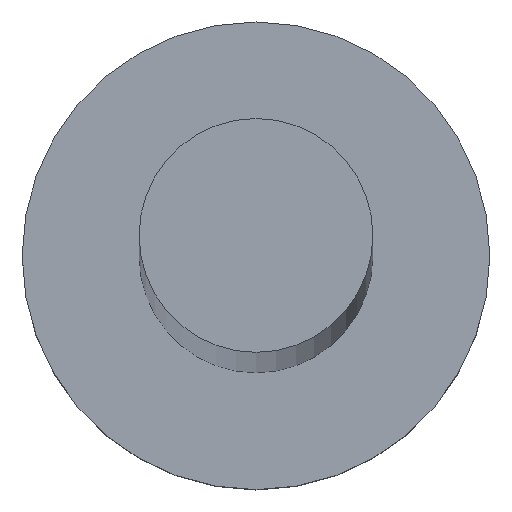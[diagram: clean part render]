
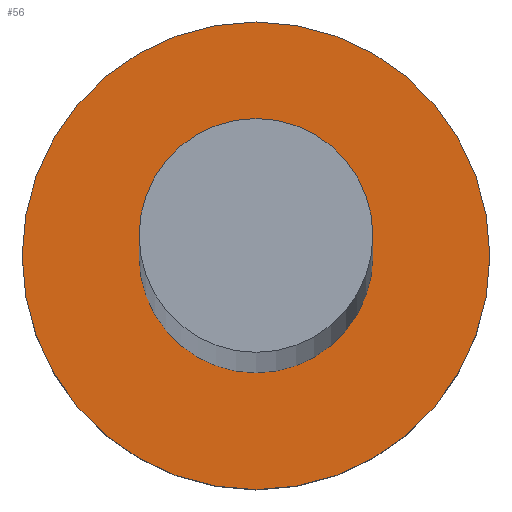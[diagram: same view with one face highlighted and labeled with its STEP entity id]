
A CAD part, top view. The second image highlights one B-rep face of the part: STEP entity #56.
In plain terms, the highlighted planar face has unit normal (0, 0, 1).
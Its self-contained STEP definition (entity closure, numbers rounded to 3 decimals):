
#6 = EDGE_LOOP ( 'NONE', ( #184, #240 ) ) ;
#20 = CIRCLE ( 'NONE', #85, 1.25 ) ;
#22 = EDGE_LOOP ( 'NONE', ( #158, #103 ) ) ;
#26 = DIRECTION ( 'NONE',  ( 0., 0., 1. ) ) ;
#29 = CARTESIAN_POINT ( 'NONE',  ( -2.5, 0., 2. ) ) ;
#46 = DIRECTION ( 'NONE',  ( 1., 0., 0. ) ) ;
#48 = CIRCLE ( 'NONE', #81, 2.5 ) ;
#50 = DIRECTION ( 'NONE',  ( 1., 0., 0. ) ) ;
#51 = VERTEX_POINT ( 'NONE', #29 ) ;
#55 = CARTESIAN_POINT ( 'NONE',  ( -1.25, 0., 2. ) ) ;
#56 = ADVANCED_FACE ( 'NONE', ( #109, #208 ), #205, .T. ) ;
#58 = CARTESIAN_POINT ( 'NONE',  ( 2.5, 0., 2. ) ) ;
#74 = VERTEX_POINT ( 'NONE', #55 ) ;
#81 = AXIS2_PLACEMENT_3D ( 'NONE', #150, #207, #248 ) ;
#85 = AXIS2_PLACEMENT_3D ( 'NONE', #90, #163, #188 ) ;
#90 = CARTESIAN_POINT ( 'NONE',  ( 0., 0., 2. ) ) ;
#92 = CARTESIAN_POINT ( 'NONE',  ( 0., 0., 2. ) ) ;
#93 = DIRECTION ( 'NONE',  ( 0., 0., 1. ) ) ;
#100 = VERTEX_POINT ( 'NONE', #243 ) ;
#103 = ORIENTED_EDGE ( 'NONE', *, *, #156, .T. ) ;
#109 = FACE_BOUND ( 'NONE', #6, .T. ) ;
#110 = DIRECTION ( 'NONE',  ( 1., 0., 0. ) ) ;
#125 = EDGE_CURVE ( 'NONE', #100, #74, #172, .T. ) ;
#150 = CARTESIAN_POINT ( 'NONE',  ( 0., 0., 2. ) ) ;
#151 = VERTEX_POINT ( 'NONE', #58 ) ;
#156 = EDGE_CURVE ( 'NONE', #151, #51, #48, .T. ) ;
#158 = ORIENTED_EDGE ( 'NONE', *, *, #197, .T. ) ;
#163 = DIRECTION ( 'NONE',  ( 0., 0., 1. ) ) ;
#165 = CARTESIAN_POINT ( 'NONE',  ( 0., 0., 2. ) ) ;
#172 = CIRCLE ( 'NONE', #228, 1.25 ) ;
#184 = ORIENTED_EDGE ( 'NONE', *, *, #196, .F. ) ;
#188 = DIRECTION ( 'NONE',  ( 1., 0., 0. ) ) ;
#189 = CARTESIAN_POINT ( 'NONE',  ( 0., 0., 2. ) ) ;
#195 = AXIS2_PLACEMENT_3D ( 'NONE', #189, #93, #46 ) ;
#196 = EDGE_CURVE ( 'NONE', #74, #100, #20, .T. ) ;
#197 = EDGE_CURVE ( 'NONE', #51, #151, #215, .T. ) ;
#202 = DIRECTION ( 'NONE',  ( 0., 0., 1. ) ) ;
#205 = PLANE ( 'NONE',  #195 ) ;
#207 = DIRECTION ( 'NONE',  ( 0., 0., 1. ) ) ;
#208 = FACE_OUTER_BOUND ( 'NONE', #22, .T. ) ;
#215 = CIRCLE ( 'NONE', #239, 2.5 ) ;
#228 = AXIS2_PLACEMENT_3D ( 'NONE', #92, #202, #50 ) ;
#239 = AXIS2_PLACEMENT_3D ( 'NONE', #165, #26, #110 ) ;
#240 = ORIENTED_EDGE ( 'NONE', *, *, #125, .F. ) ;
#243 = CARTESIAN_POINT ( 'NONE',  ( 1.25, 0., 2. ) ) ;
#248 = DIRECTION ( 'NONE',  ( 1., 0., 0. ) ) ;
